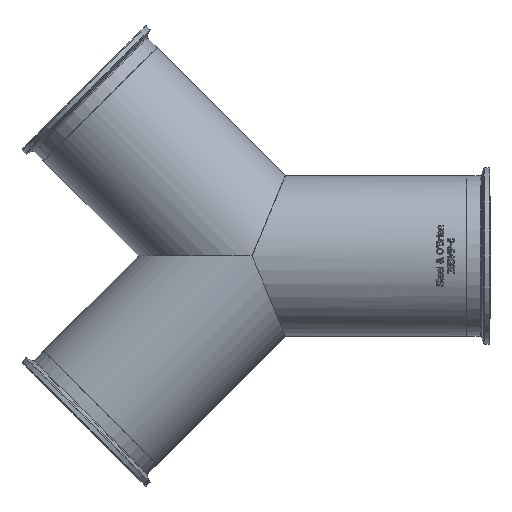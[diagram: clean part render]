
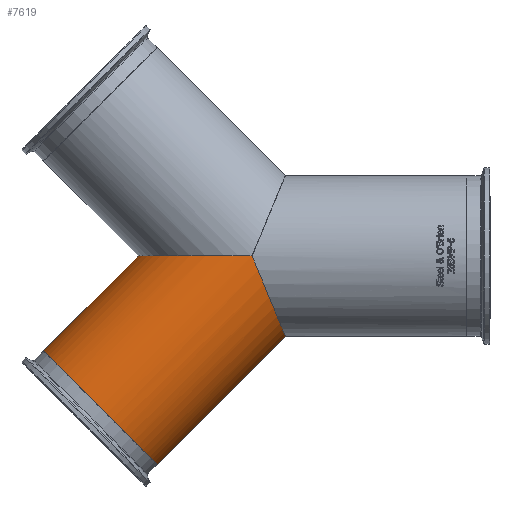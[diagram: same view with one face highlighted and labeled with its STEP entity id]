
A CAD part, top view. The second image highlights one B-rep face of the part: STEP entity #7619.
In plain terms, the highlighted cylindrical face has radius 76.2 mm (diameter 152.4 mm), a full revolution.
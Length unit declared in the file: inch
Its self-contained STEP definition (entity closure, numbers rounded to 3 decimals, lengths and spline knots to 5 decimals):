
#70=ELLIPSE('',#8177,4.24341,3.);
#71=ELLIPSE('',#8178,3.24693,3.);
#1244=FACE_OUTER_BOUND('',#1706,.T.);
#1706=EDGE_LOOP('',(#7085,#7086,#7087,#7088,#7089));
#1903=CIRCLE('',#8033,3.);
#2457=LINE('',#17282,#2904);
#2904=VECTOR('',#9695,3.);
#3542=VERTEX_POINT('',#16894);
#3543=VERTEX_POINT('',#16896);
#3589=VERTEX_POINT('',#17033);
#4698=EDGE_CURVE('',#3589,#3589,#1903,.T.);
#4819=EDGE_CURVE('',#3589,#3542,#2457,.T.);
#4820=EDGE_CURVE('',#3543,#3542,#70,.T.);
#4821=EDGE_CURVE('',#3542,#3543,#71,.T.);
#7085=ORIENTED_EDGE('',*,*,#4698,.T.);
#7086=ORIENTED_EDGE('',*,*,#4819,.T.);
#7087=ORIENTED_EDGE('',*,*,#4820,.F.);
#7088=ORIENTED_EDGE('',*,*,#4821,.F.);
#7089=ORIENTED_EDGE('',*,*,#4819,.F.);
#7188=CYLINDRICAL_SURFACE('',#8176,3.);
#7619=ADVANCED_FACE('',(#1244),#7188,.T.);
#8033=AXIS2_PLACEMENT_3D('',#17034,#9395,#9396);
#8176=AXIS2_PLACEMENT_3D('',#17281,#9693,#9694);
#8177=AXIS2_PLACEMENT_3D('',#17283,#9696,#9697);
#8178=AXIS2_PLACEMENT_3D('',#17284,#9698,#9699);
#9395=DIRECTION('center_axis',(0.707,0.707,0.));
#9396=DIRECTION('ref_axis',(0.,0.,
-1.));
#9693=DIRECTION('center_axis',(-0.707,-0.707,0.));
#9694=DIRECTION('ref_axis',(0.,0.,
-1.));
#9695=DIRECTION('',(0.707,0.707,0.));
#9696=DIRECTION('center_axis',(0.,1.,0.));
#9697=DIRECTION('ref_axis',(1.,0.,0.));
#9698=DIRECTION('center_axis',(0.924,0.383,0.));
#9699=DIRECTION('ref_axis',(0.383,-0.924,0.));
#16894=CARTESIAN_POINT('',(-2.96352,0.,3.));
#16896=CARTESIAN_POINT('',(-2.96352,0.,-3.));
#17033=CARTESIAN_POINT('',(-8.6214,-5.65582,3.));
#17034=CARTESIAN_POINT('Origin',(-8.6214,-5.65582,0.));
#17281=CARTESIAN_POINT('Origin',(-2.96352,0.,
0.));
#17282=CARTESIAN_POINT('',(-2.96352,0.,3.));
#17283=CARTESIAN_POINT('Origin',(-2.96352,0.,
0.));
#17284=CARTESIAN_POINT('Origin',(-2.96352,0.,
0.));
